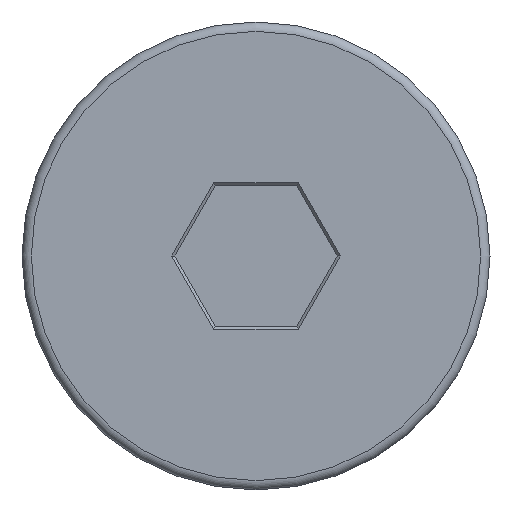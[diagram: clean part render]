
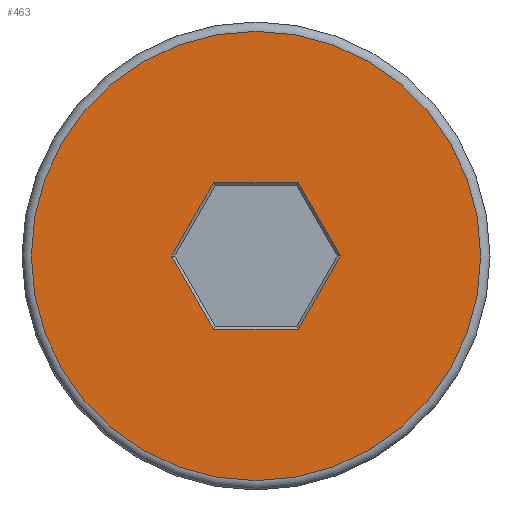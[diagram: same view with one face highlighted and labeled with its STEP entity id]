
A CAD part, left-side view. The second image highlights one B-rep face of the part: STEP entity #463.
In plain terms, the highlighted planar face has unit normal (-1, 0, 0).
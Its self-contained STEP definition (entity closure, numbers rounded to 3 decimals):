
#26=FACE_BOUND('',#114,.T.);
#30=CIRCLE('',#517,4.8);
#83=FACE_OUTER_BOUND('',#113,.T.);
#113=EDGE_LOOP('',(#350));
#114=EDGE_LOOP('',(#351,#352,#353,#354,#355,#356));
#138=LINE('',#708,#177);
#142=LINE('',#716,#181);
#145=LINE('',#722,#184);
#150=LINE('',#733,#189);
#152=LINE('',#736,#191);
#155=LINE('',#740,#194);
#177=VECTOR('',#563,10.);
#181=VECTOR('',#569,10.);
#184=VECTOR('',#574,10.);
#189=VECTOR('',#581,10.);
#191=VECTOR('',#585,10.);
#194=VECTOR('',#590,10.);
#216=VERTEX_POINT('',#706);
#217=VERTEX_POINT('',#707);
#220=VERTEX_POINT('',#715);
#222=VERTEX_POINT('',#721);
#226=VERTEX_POINT('',#730);
#227=VERTEX_POINT('',#732);
#232=VERTEX_POINT('',#756);
#253=EDGE_CURVE('',#216,#217,#138,.T.);
#257=EDGE_CURVE('',#217,#220,#142,.T.);
#260=EDGE_CURVE('',#220,#222,#145,.T.);
#265=EDGE_CURVE('',#226,#227,#150,.T.);
#267=EDGE_CURVE('',#222,#226,#152,.T.);
#270=EDGE_CURVE('',#227,#216,#155,.T.);
#278=EDGE_CURVE('',#232,#232,#30,.T.);
#350=ORIENTED_EDGE('',*,*,#278,.F.);
#351=ORIENTED_EDGE('',*,*,#265,.F.);
#352=ORIENTED_EDGE('',*,*,#267,.F.);
#353=ORIENTED_EDGE('',*,*,#260,.F.);
#354=ORIENTED_EDGE('',*,*,#257,.F.);
#355=ORIENTED_EDGE('',*,*,#253,.F.);
#356=ORIENTED_EDGE('',*,*,#270,.F.);
#445=PLANE('',#516);
#463=ADVANCED_FACE('',(#83,#26),#445,.T.);
#516=AXIS2_PLACEMENT_3D('',#755,#604,#605);
#517=AXIS2_PLACEMENT_3D('',#757,#606,#607);
#563=DIRECTION('',(0.,-0.5,-0.866));
#569=DIRECTION('',(0.,-1.,0.));
#574=DIRECTION('',(0.,-0.5,0.866));
#581=DIRECTION('',(0.,1.,0.));
#585=DIRECTION('',(0.,0.5,0.866));
#590=DIRECTION('',(0.,0.5,-0.866));
#604=DIRECTION('center_axis',(-1.,0.,0.));
#605=DIRECTION('ref_axis',(0.,0.,1.));
#606=DIRECTION('center_axis',(1.,0.,0.));
#607=DIRECTION('ref_axis',(0.,0.,-1.));
#706=CARTESIAN_POINT('',(0.,1.801,0.));
#707=CARTESIAN_POINT('',(0.,0.901,-1.56));
#708=CARTESIAN_POINT('',(0.,1.734,-0.116));
#715=CARTESIAN_POINT('',(0.,-0.901,-1.56));
#716=CARTESIAN_POINT('',(0.,1.967,-1.56));
#721=CARTESIAN_POINT('',(0.,-1.801,0.));
#722=CARTESIAN_POINT('',(0.,-0.968,-1.444));
#730=CARTESIAN_POINT('',(0.,-0.901,1.56));
#732=CARTESIAN_POINT('',(0.,0.901,1.56));
#733=CARTESIAN_POINT('',(0.,2.833,1.56));
#736=CARTESIAN_POINT('',(0.,-0.534,2.194));
#740=CARTESIAN_POINT('',(0.,2.168,-0.634));
#755=CARTESIAN_POINT('Origin',(0.,4.8,0.));
#756=CARTESIAN_POINT('',(0.,0.,4.8));
#757=CARTESIAN_POINT('Origin',(0.,0.,
0.));
